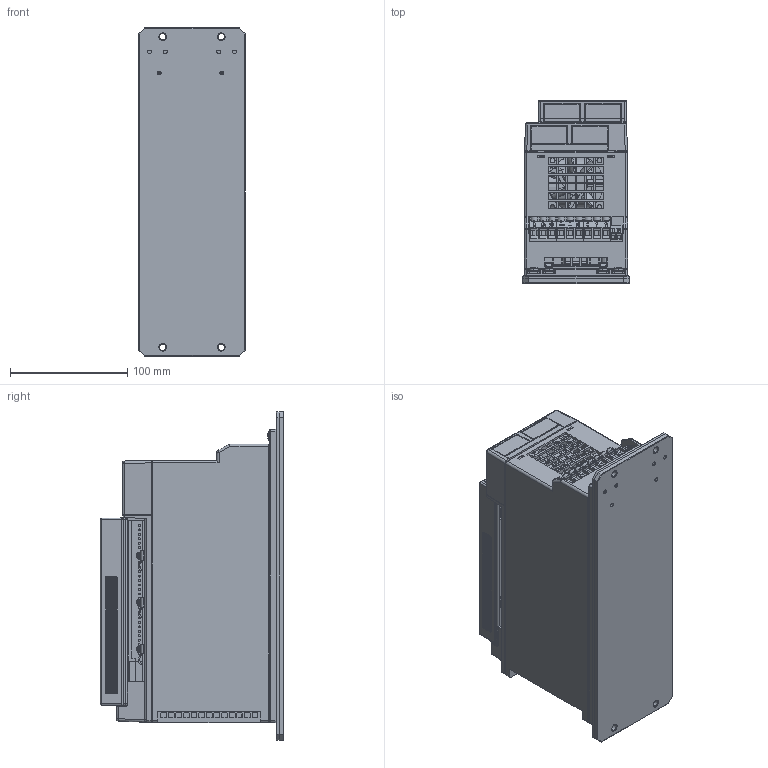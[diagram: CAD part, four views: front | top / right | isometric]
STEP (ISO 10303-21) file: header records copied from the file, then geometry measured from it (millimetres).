
FILE_DESCRIPTION (( 'STEP AP214' ), '1' );
FILE_NAME ('D0F5T00-FLAT KEB COMBIVERT.STEP', '2010-11-24T14:09:24', ( 'KEB' ), ( 'Karl E. Brinkmann GmbH' ), 'SwSTEP 2.0', 'SolidWorks 2007', '' );
FILE_SCHEMA (( 'AUTOMOTIVE_DESIGN' ));
Length unit declared in the file: millimetre
Products named in the file (2): D0F5T00-FLAT  KEB COMBIVERT.sldasm-Part-1_Standard; D0F5T00-FLAT  KEB COMBIVERT
Assembly tree (1 placements, depth 2):
  D0F5T00-FLAT  KEB COMBIVERT
    D0F5T00-FLAT  KEB COMBIVERT.sldasm-Part-1_Standard
Bounding box: 91 x 156.51 x 280 mm (x, y, z)
Surface area: 303477.2 mm2 (no closed solid volume)
Topology: 0 solids, 168 shells, 1577 faces, 7501 edges, 5973 vertices
Faces by surface type: plane 973, cylinder 317, cone 99, bspline 91, torus 73, sphere 24
Entity records: 94052 total; most frequent: CARTESIAN_POINT 29727, DIRECTION 10929, ORIENTED_EDGE 10455, EDGE_CURVE 7491, VERTEX_POINT 5973, VECTOR 4911, LINE 4911, AXIS2_PLACEMENT_3D 3009
